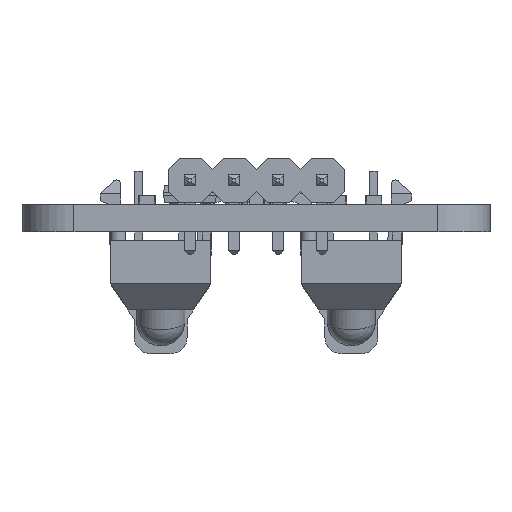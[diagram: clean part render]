
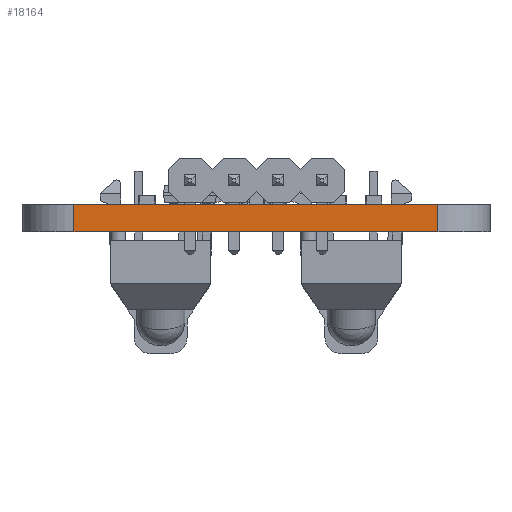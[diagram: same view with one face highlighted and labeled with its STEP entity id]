
A CAD part, left-side view. The second image highlights one B-rep face of the part: STEP entity #18164.
In plain terms, the highlighted planar face has unit normal (-1, 0, 0).
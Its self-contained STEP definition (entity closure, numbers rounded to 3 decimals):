
#1011=FACE_OUTER_BOUND('',#1987,.T.);
#1987=EDGE_LOOP('',(#13383,#13384,#13385,#13386));
#3902=LINE('',#27413,#6153);
#3922=LINE('',#27458,#6173);
#3923=LINE('',#27460,#6174);
#3924=LINE('',#27461,#6175);
#6153=VECTOR('',#22248,10.);
#6173=VECTOR('',#22288,10.);
#6174=VECTOR('',#22291,10.);
#6175=VECTOR('',#22292,10.);
#8210=VERTEX_POINT('',#27410);
#8211=VERTEX_POINT('',#27412);
#8225=VERTEX_POINT('',#27454);
#8226=VERTEX_POINT('',#27456);
#10261=EDGE_CURVE('',#8210,#8211,#3902,.T.);
#10284=EDGE_CURVE('',#8225,#8226,#3922,.T.);
#10285=EDGE_CURVE('',#8210,#8225,#3923,.T.);
#10286=EDGE_CURVE('',#8211,#8226,#3924,.T.);
#13383=ORIENTED_EDGE('',*,*,#10285,.T.);
#13384=ORIENTED_EDGE('',*,*,#10284,.T.);
#13385=ORIENTED_EDGE('',*,*,#10286,.F.);
#13386=ORIENTED_EDGE('',*,*,#10261,.F.);
#17298=PLANE('',#19455);
#18164=ADVANCED_FACE('',(#1011),#17298,.T.);
#19455=AXIS2_PLACEMENT_3D('',#27459,#22289,#22290);
#22248=DIRECTION('',(0.,0.,1.));
#22288=DIRECTION('',(0.,0.,1.));
#22289=DIRECTION('center_axis',(-1.,0.,0.));
#22290=DIRECTION('ref_axis',(0.,-1.,0.));
#22291=DIRECTION('',(0.,-1.,0.));
#22292=DIRECTION('',(0.,-1.,0.));
#27410=CARTESIAN_POINT('',(0.,25.5,0.));
#27412=CARTESIAN_POINT('',(0.,25.5,1.57));
#27413=CARTESIAN_POINT('',(0.,25.5,0.));
#27454=CARTESIAN_POINT('',(0.,4.5,0.));
#27456=CARTESIAN_POINT('',(0.,4.5,1.57));
#27458=CARTESIAN_POINT('',(0.,4.5,0.));
#27459=CARTESIAN_POINT('Origin',(0.,25.5,0.));
#27460=CARTESIAN_POINT('',(0.,25.5,0.));
#27461=CARTESIAN_POINT('',(0.,25.5,1.57));
